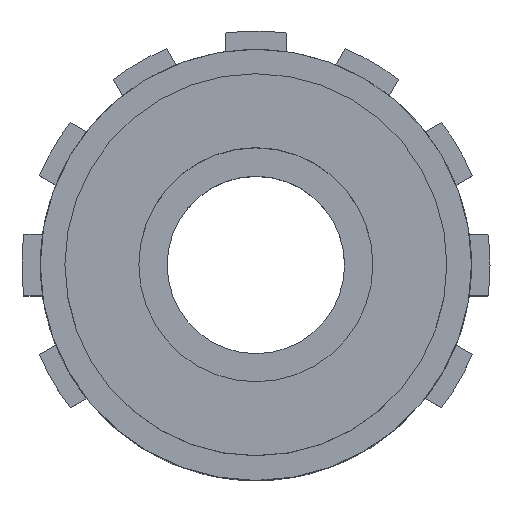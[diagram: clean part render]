
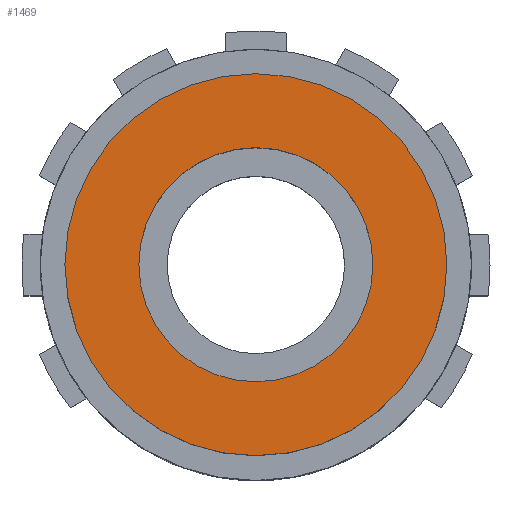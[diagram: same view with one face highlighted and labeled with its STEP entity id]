
A CAD part, top view. The second image highlights one B-rep face of the part: STEP entity #1469.
In plain terms, the highlighted planar face has unit normal (0, 0, 1).
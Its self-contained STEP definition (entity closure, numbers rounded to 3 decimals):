
#1430 = VERTEX_POINT('',#1431);
#1431 = CARTESIAN_POINT('',(9.5,0.,20.));
#1437 = EDGE_CURVE('',#1430,#1430,#1438,.T.);
#1438 = CIRCLE('',#1439,9.5);
#1439 = AXIS2_PLACEMENT_3D('',#1440,#1441,#1442);
#1440 = CARTESIAN_POINT('',(0.,0.,20.));
#1441 = DIRECTION('',(0.,0.,-1.));
#1442 = DIRECTION('',(1.,0.,0.));
#1469 = ADVANCED_FACE('',(#1470,#1481),#1484,.T.);
#1470 = FACE_BOUND('',#1471,.T.);
#1471 = EDGE_LOOP('',(#1472));
#1472 = ORIENTED_EDGE('',*,*,#1473,.F.);
#1473 = EDGE_CURVE('',#1474,#1474,#1476,.T.);
#1474 = VERTEX_POINT('',#1475);
#1475 = CARTESIAN_POINT('',(15.5,0.,20.));
#1476 = CIRCLE('',#1477,15.5);
#1477 = AXIS2_PLACEMENT_3D('',#1478,#1479,#1480);
#1478 = CARTESIAN_POINT('',(0.,0.,20.));
#1479 = DIRECTION('',(0.,0.,-1.));
#1480 = DIRECTION('',(1.,0.,0.));
#1481 = FACE_BOUND('',#1482,.T.);
#1482 = EDGE_LOOP('',(#1483));
#1483 = ORIENTED_EDGE('',*,*,#1437,.T.);
#1484 = PLANE('',#1485);
#1485 = AXIS2_PLACEMENT_3D('',#1486,#1487,#1488);
#1486 = CARTESIAN_POINT('',(0.,0.,20.));
#1487 = DIRECTION('',(0.,0.,1.));
#1488 = DIRECTION('',(1.,0.,0.));
